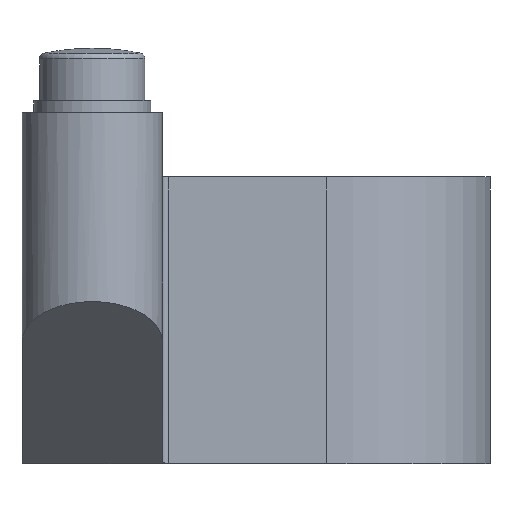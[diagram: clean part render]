
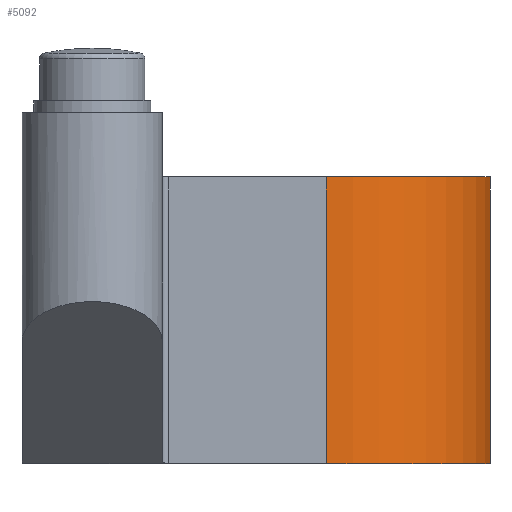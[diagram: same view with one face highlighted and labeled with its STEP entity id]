
A CAD part, front view. The second image highlights one B-rep face of the part: STEP entity #5092.
In plain terms, the highlighted cylindrical face has radius 14 mm (diameter 28 mm), a partial arc.
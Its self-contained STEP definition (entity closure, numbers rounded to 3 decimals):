
#260 = EDGE_CURVE ( 'NONE', #14233, #13065, #12298, .T. ) ;
#1821 = CARTESIAN_POINT ( 'NONE',  ( 0., -14., -12.25 ) ) ;
#2446 = CARTESIAN_POINT ( 'NONE',  ( 12.923, 5.385, 12.25 ) ) ;
#3108 = VERTEX_POINT ( 'NONE', #13028 ) ;
#5092 = ADVANCED_FACE ( 'NONE', ( #7514 ), #7276, .T. ) ;
#5914 = DIRECTION ( 'NONE',  ( 0., 0., 1. ) ) ;
#6058 = VERTEX_POINT ( 'NONE', #7370 ) ;
#6495 = ORIENTED_EDGE ( 'NONE', *, *, #9518, .F. ) ;
#7276 = CYLINDRICAL_SURFACE ( 'NONE', #16812, 14. ) ;
#7370 = CARTESIAN_POINT ( 'NONE',  ( 12.923, 5.385, 12.25 ) ) ;
#7514 = FACE_OUTER_BOUND ( 'NONE', #18796, .T. ) ;
#7757 = CARTESIAN_POINT ( 'NONE',  ( 0., -14., 12.25 ) ) ;
#8024 = AXIS2_PLACEMENT_3D ( 'NONE', #16122, #5914, #19294 ) ;
#8590 = VECTOR ( 'NONE', #13986, 1000. ) ;
#9032 = LINE ( 'NONE', #2446, #8590 ) ;
#9113 = EDGE_CURVE ( 'NONE', #3108, #14233, #9730, .T. ) ;
#9353 = ORIENTED_EDGE ( 'NONE', *, *, #15758, .F. ) ;
#9518 = EDGE_CURVE ( 'NONE', #6058, #13065, #9032, .T. ) ;
#9730 = LINE ( 'NONE', #7757, #17495 ) ;
#11344 = CARTESIAN_POINT ( 'NONE',  ( 0., 0., -12.25 ) ) ;
#11551 = DIRECTION ( 'NONE',  ( 1., 0., 0. ) ) ;
#11831 = CIRCLE ( 'NONE', #8024, 14. ) ;
#12298 = CIRCLE ( 'NONE', #15522, 14. ) ;
#12339 = DIRECTION ( 'NONE',  ( -1., 0., 0. ) ) ;
#13028 = CARTESIAN_POINT ( 'NONE',  ( 0., -14., 12.25 ) ) ;
#13065 = VERTEX_POINT ( 'NONE', #18111 ) ;
#13855 = DIRECTION ( 'NONE',  ( 0., 0., -1. ) ) ;
#13986 = DIRECTION ( 'NONE',  ( 0., 0., -1. ) ) ;
#14233 = VERTEX_POINT ( 'NONE', #1821 ) ;
#15522 = AXIS2_PLACEMENT_3D ( 'NONE', #11344, #18867, #11551 ) ;
#15758 = EDGE_CURVE ( 'NONE', #3108, #6058, #11831, .T. ) ;
#16122 = CARTESIAN_POINT ( 'NONE',  ( 0., 0., 12.25 ) ) ;
#16812 = AXIS2_PLACEMENT_3D ( 'NONE', #18210, #13855, #12339 ) ;
#17495 = VECTOR ( 'NONE', #18248, 1000. ) ;
#17545 = ORIENTED_EDGE ( 'NONE', *, *, #260, .T. ) ;
#18111 = CARTESIAN_POINT ( 'NONE',  ( 12.923, 5.385, -12.25 ) ) ;
#18210 = CARTESIAN_POINT ( 'NONE',  ( 0., 0., 12.25 ) ) ;
#18248 = DIRECTION ( 'NONE',  ( 0., 0., -1. ) ) ;
#18796 = EDGE_LOOP ( 'NONE', ( #17545, #6495, #9353, #19375 ) ) ;
#18867 = DIRECTION ( 'NONE',  ( 0., 0., 1. ) ) ;
#19294 = DIRECTION ( 'NONE',  ( 1., 0., 0. ) ) ;
#19375 = ORIENTED_EDGE ( 'NONE', *, *, #9113, .T. ) ;
